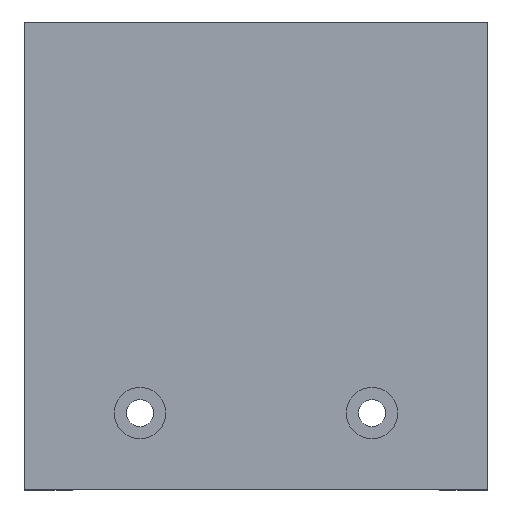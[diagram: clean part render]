
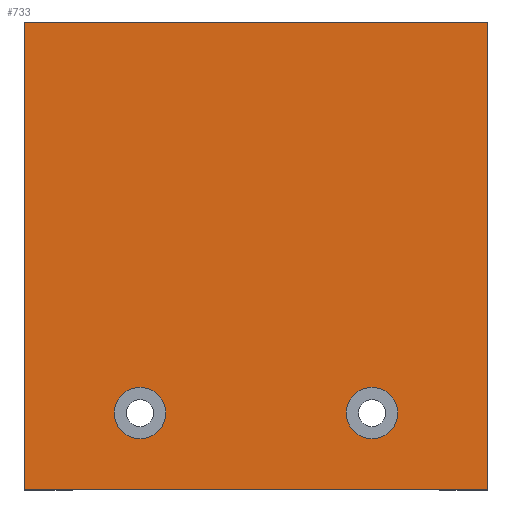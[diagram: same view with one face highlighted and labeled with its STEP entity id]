
A CAD part, top view. The second image highlights one B-rep face of the part: STEP entity #733.
In plain terms, the highlighted planar face has unit normal (0, 0, 1).
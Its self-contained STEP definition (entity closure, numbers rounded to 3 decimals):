
#5 = CARTESIAN_POINT ( 'NONE',  ( -7.772, 8.196, 10. ) ) ;
#10 = CIRCLE ( 'NONE', #820, 2.75 ) ;
#21 = EDGE_CURVE ( 'NONE', #878, #222, #49, .T. ) ;
#23 = LINE ( 'NONE', #632, #454 ) ;
#49 = LINE ( 'NONE', #192, #545 ) ;
#57 = CIRCLE ( 'NONE', #377, 2.75 ) ;
#72 = DIRECTION ( 'NONE',  ( 1., 0., 0. ) ) ;
#73 = ORIENTED_EDGE ( 'NONE', *, *, #700, .T. ) ;
#88 = CARTESIAN_POINT ( 'NONE',  ( 11.528, 8.196, 10. ) ) ;
#121 = DIRECTION ( 'NONE',  ( 0., -1., 0. ) ) ;
#149 = FACE_OUTER_BOUND ( 'NONE', #811, .T. ) ;
#150 = CIRCLE ( 'NONE', #835, 2.75 ) ;
#155 = EDGE_CURVE ( 'NONE', #222, #371, #749, .T. ) ;
#159 = EDGE_CURVE ( 'NONE', #380, #567, #531, .T. ) ;
#169 = CARTESIAN_POINT ( 'NONE',  ( 26.625, 0., 10. ) ) ;
#175 = CARTESIAN_POINT ( 'NONE',  ( -13.272, 8.196, 10. ) ) ;
#192 = CARTESIAN_POINT ( 'NONE',  ( -22.875, 0., 10. ) ) ;
#222 = VERTEX_POINT ( 'NONE', #379 ) ;
#229 = FACE_BOUND ( 'NONE', #841, .T. ) ;
#236 = DIRECTION ( 'NONE',  ( 1., 0., 0. ) ) ;
#243 = LINE ( 'NONE', #169, #821 ) ;
#259 = DIRECTION ( 'NONE',  ( 1., 0., 0. ) ) ;
#297 = EDGE_CURVE ( 'NONE', #438, #366, #150, .T. ) ;
#299 = DIRECTION ( 'NONE',  ( 1., 0., 0. ) ) ;
#308 = DIRECTION ( 'NONE',  ( -1., 0., 0. ) ) ;
#324 = EDGE_CURVE ( 'NONE', #478, #878, #23, .T. ) ;
#350 = DIRECTION ( 'NONE',  ( 0., 0., 1. ) ) ;
#352 = ORIENTED_EDGE ( 'NONE', *, *, #574, .F. ) ;
#366 = VERTEX_POINT ( 'NONE', #5 ) ;
#371 = VERTEX_POINT ( 'NONE', #466 ) ;
#377 = AXIS2_PLACEMENT_3D ( 'NONE', #520, #667, #299 ) ;
#379 = CARTESIAN_POINT ( 'NONE',  ( -22.875, 0., 10. ) ) ;
#380 = VERTEX_POINT ( 'NONE', #88 ) ;
#388 = ORIENTED_EDGE ( 'NONE', *, *, #297, .F. ) ;
#396 = DIRECTION ( 'NONE',  ( 0., 1., 0. ) ) ;
#397 = DIRECTION ( 'NONE',  ( 0., 0., 1. ) ) ;
#428 = ORIENTED_EDGE ( 'NONE', *, *, #155, .T. ) ;
#432 = ORIENTED_EDGE ( 'NONE', *, *, #467, .F. ) ;
#438 = VERTEX_POINT ( 'NONE', #175 ) ;
#450 = CARTESIAN_POINT ( 'NONE',  ( -22.875, 0., 10. ) ) ;
#454 = VECTOR ( 'NONE', #308, 1000. ) ;
#456 = CARTESIAN_POINT ( 'NONE',  ( 0., 0., 10. ) ) ;
#466 = CARTESIAN_POINT ( 'NONE',  ( 26.625, 0., 10. ) ) ;
#467 = EDGE_CURVE ( 'NONE', #366, #438, #10, .T. ) ;
#476 = CARTESIAN_POINT ( 'NONE',  ( -10.522, 8.196, 10. ) ) ;
#478 = VERTEX_POINT ( 'NONE', #490 ) ;
#483 = AXIS2_PLACEMENT_3D ( 'NONE', #456, #764, #693 ) ;
#490 = CARTESIAN_POINT ( 'NONE',  ( 26.625, 50.001, 10. ) ) ;
#520 = CARTESIAN_POINT ( 'NONE',  ( 14.278, 8.196, 10. ) ) ;
#531 = CIRCLE ( 'NONE', #879, 2.75 ) ;
#545 = VECTOR ( 'NONE', #121, 1000. ) ;
#551 = EDGE_LOOP ( 'NONE', ( #432, #388 ) ) ;
#552 = ORIENTED_EDGE ( 'NONE', *, *, #159, .F. ) ;
#567 = VERTEX_POINT ( 'NONE', #748 ) ;
#574 = EDGE_CURVE ( 'NONE', #567, #380, #57, .T. ) ;
#592 = CARTESIAN_POINT ( 'NONE',  ( 14.278, 8.196, 10. ) ) ;
#596 = DIRECTION ( 'NONE',  ( 1., 0., 0. ) ) ;
#610 = FACE_BOUND ( 'NONE', #551, .T. ) ;
#632 = CARTESIAN_POINT ( 'NONE',  ( -22.875, 50.001, 10. ) ) ;
#644 = CARTESIAN_POINT ( 'NONE',  ( -22.875, 50.001, 10. ) ) ;
#667 = DIRECTION ( 'NONE',  ( 0., 0., 1. ) ) ;
#668 = DIRECTION ( 'NONE',  ( 0., 0., 1. ) ) ;
#693 = DIRECTION ( 'NONE',  ( -1., 0., 0. ) ) ;
#700 = EDGE_CURVE ( 'NONE', #371, #478, #243, .T. ) ;
#733 = ADVANCED_FACE ( 'NONE', ( #610, #229, #149 ), #918, .F. ) ;
#748 = CARTESIAN_POINT ( 'NONE',  ( 17.028, 8.196, 10. ) ) ;
#749 = LINE ( 'NONE', #450, #753 ) ;
#753 = VECTOR ( 'NONE', #596, 1000. ) ;
#764 = DIRECTION ( 'NONE',  ( 0., 0., -1. ) ) ;
#811 = EDGE_LOOP ( 'NONE', ( #947, #428, #73, #849 ) ) ;
#820 = AXIS2_PLACEMENT_3D ( 'NONE', #476, #350, #259 ) ;
#821 = VECTOR ( 'NONE', #396, 1000. ) ;
#833 = CARTESIAN_POINT ( 'NONE',  ( -10.522, 8.196, 10. ) ) ;
#835 = AXIS2_PLACEMENT_3D ( 'NONE', #833, #397, #236 ) ;
#841 = EDGE_LOOP ( 'NONE', ( #352, #552 ) ) ;
#849 = ORIENTED_EDGE ( 'NONE', *, *, #324, .T. ) ;
#878 = VERTEX_POINT ( 'NONE', #644 ) ;
#879 = AXIS2_PLACEMENT_3D ( 'NONE', #592, #668, #72 ) ;
#918 = PLANE ( 'NONE',  #483 ) ;
#947 = ORIENTED_EDGE ( 'NONE', *, *, #21, .T. ) ;
